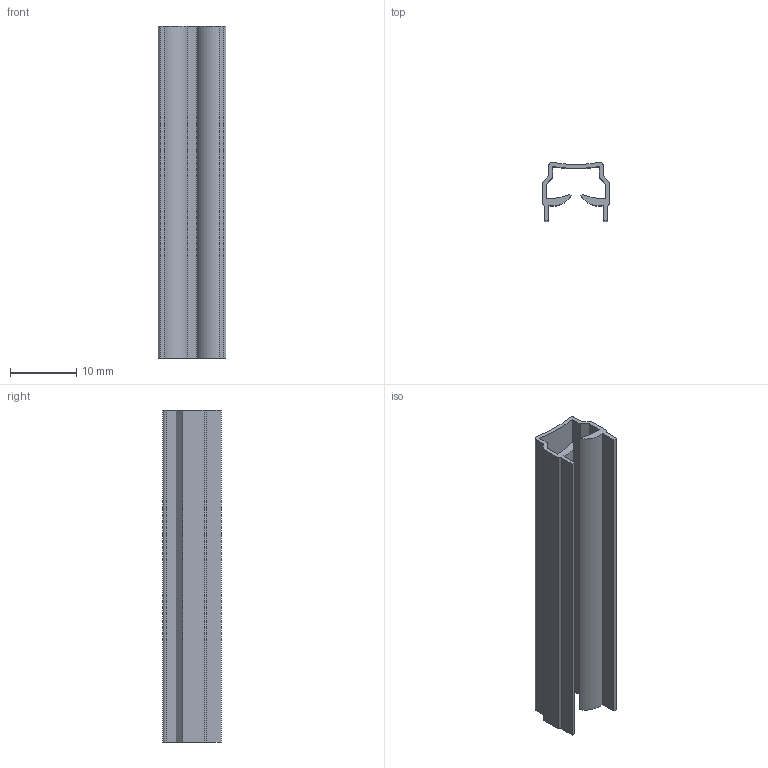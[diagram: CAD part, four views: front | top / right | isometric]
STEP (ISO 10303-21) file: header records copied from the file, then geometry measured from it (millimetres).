
FILE_DESCRIPTION((''),'2;1');
FILE_NAME('12024_PROFIL_POK_2-6_U8_CRN','2022-09-16T14:46:17',('PredragRovcanin'),('Audax d.o.o.'),'CREO PARAMETRIC BY PTC INC, 2020281','CREO PARAMETRIC BY PTC INC, 2020281','');
FILE_SCHEMA(('AUTOMOTIVE_DESIGN { 1 0 10303 214 1 1 1 1 }'));
Length unit declared in the file: millimetre
Products named in the file (1): 12024_PROFIL_POK_2-6_U8_CRN
Bounding box: 10.2 x 8.82 x 50 mm (x, y, z)
Volume: 1115.8 mm3; surface area: 3330.6 mm2
Topology: 1 solids, 1 shells, 32 faces, 91 edges, 62 vertices
Faces by surface type: plane 24, cylinder 8
Entity records: 1846 total; most frequent: COLOUR_RGB 321, CARTESIAN_POINT 187, ORIENTED_EDGE 180, DIRECTION 175, PRESENTATION_STYLE_ASSIGNMENT 94, STYLED_ITEM 94, CURVE_STYLE 93, EDGE_CURVE 90
